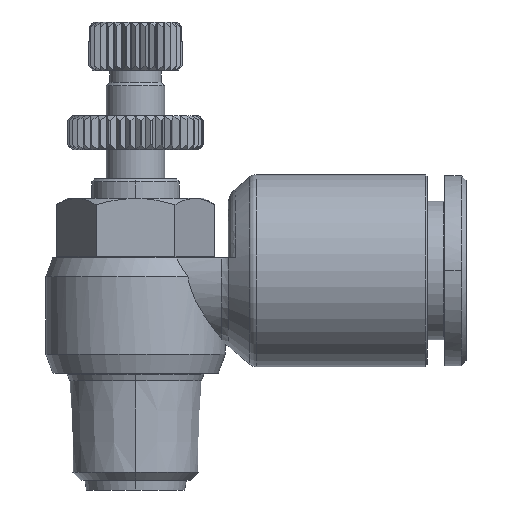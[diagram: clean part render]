
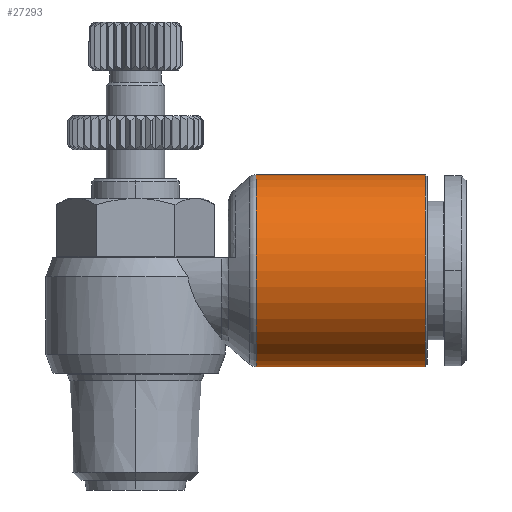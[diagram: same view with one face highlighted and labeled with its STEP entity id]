
A CAD part, front view. The second image highlights one B-rep face of the part: STEP entity #27293.
In plain terms, the highlighted cylindrical face has radius 9.85 mm (diameter 19.7 mm), a partial arc.
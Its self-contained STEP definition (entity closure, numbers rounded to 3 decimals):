
#286=CARTESIAN_POINT('',(-20.7,0.,9.85));
#287=VERTEX_POINT('',#286);
#288=CARTESIAN_POINT('',(-3.364,0.,9.85));
#289=VERTEX_POINT('',#288);
#290=CARTESIAN_POINT('',(-20.7,0.,9.85));
#291=DIRECTION('',(1.0,0.0,0.0));
#292=VECTOR('',#291,17.336);
#293=LINE('',#290,#292);
#294=EDGE_CURVE('',#287,#289,#293,.T.);
#296=CARTESIAN_POINT('',(-20.7,0.,-9.85));
#297=VERTEX_POINT('',#296);
#305=CARTESIAN_POINT('',(-3.364,0.,-9.85));
#306=VERTEX_POINT('',#305);
#307=CARTESIAN_POINT('',(-3.364,0.,-9.85));
#308=DIRECTION('',(-1.0,0.0,0.0));
#309=VECTOR('',#308,17.336);
#310=LINE('',#307,#309);
#311=EDGE_CURVE('',#306,#297,#310,.T.);
#337=CARTESIAN_POINT('',(-3.364,0.,0.));
#338=DIRECTION('',(1.0,0.0,0.0));
#339=DIRECTION('',(0.0,0.0,-1.0));
#340=AXIS2_PLACEMENT_3D('',#337,#338,#339);
#341=CIRCLE('',#340,9.85);
#342=EDGE_CURVE('',#306,#289,#341,.T.);
#3806=CARTESIAN_POINT('',(-20.7,0.,0.));
#3807=DIRECTION('',(-1.0,0.0,0.0));
#3808=DIRECTION('',(0.0,0.0,1.0));
#3809=AXIS2_PLACEMENT_3D('',#3806,#3807,#3808);
#3810=CIRCLE('',#3809,9.85);
#3811=EDGE_CURVE('',#287,#297,#3810,.T.);
#27282=CARTESIAN_POINT('',(-11.0,0.,0.));
#27283=DIRECTION('',(1.0,0.,0.));
#27284=DIRECTION('',(0.0,0.0,1.0));
#27285=AXIS2_PLACEMENT_3D('',#27282,#27283,#27284);
#27286=CYLINDRICAL_SURFACE('',#27285,9.85);
#27287=ORIENTED_EDGE('',*,*,#294,.T.);
#27288=ORIENTED_EDGE('',*,*,#342,.F.);
#27289=ORIENTED_EDGE('',*,*,#311,.T.);
#27290=ORIENTED_EDGE('',*,*,#3811,.F.);
#27291=EDGE_LOOP('',(#27287,#27288,#27289,#27290));
#27292=FACE_OUTER_BOUND('',#27291,.T.);
#27293=ADVANCED_FACE('',(#27292),#27286,.T.);
